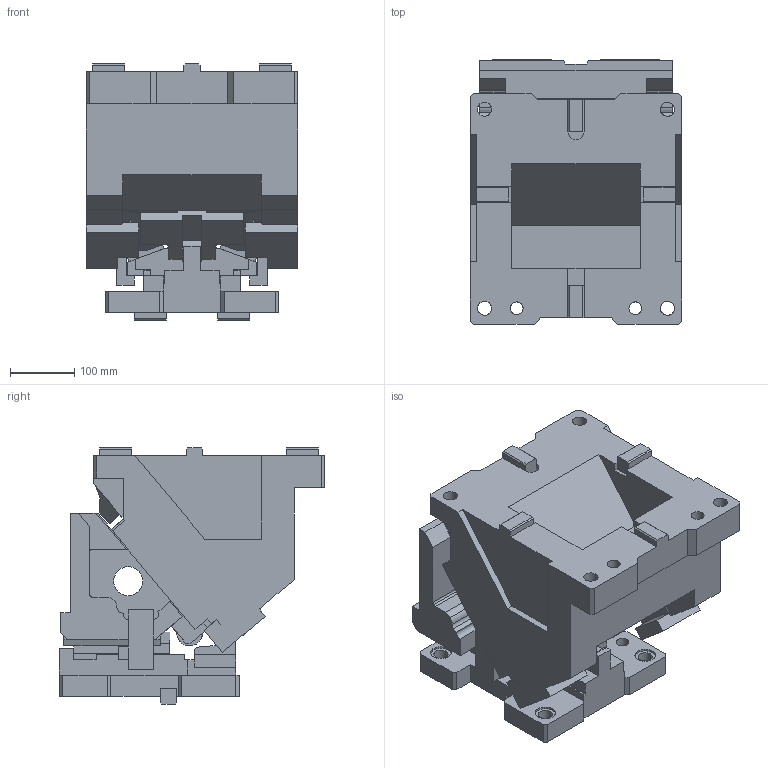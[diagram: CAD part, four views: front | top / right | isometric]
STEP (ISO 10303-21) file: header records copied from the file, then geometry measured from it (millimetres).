
FILE_DESCRIPTION(('CATIA V5 STEP Exchange'),'2;1');
FILE_NAME('CACN_F_300_00.stp','2015-04-24T09:59:20+00:00',('none'),('none'),'CATIA Version 5 Release 19 SP 2 (IN-10)','CATIA V5 STEP AP203','none');
FILE_SCHEMA(('CONFIG_CONTROL_DESIGN'));
Length unit declared in the file: millimetre
Products named in the file (1): CACN_F_300_00
Bounding box: 330 x 413 x 399 mm (x, y, z)
Volume: 26429956.7 mm3; surface area: 1405814.5 mm2
Topology: 3 solids, 3 shells, 578 faces, 1658 edges, 1097 vertices
Faces by surface type: plane 476, cylinder 98, cone 4
Entity records: 19916 total; most frequent: CARTESIAN_POINT 5168, ORIENTED_EDGE 3308, DIRECTION 2577, EDGE_CURVE 1654, VECTOR 1418, LINE 1418, VERTEX_POINT 1097, AXIS2_PLACEMENT_3D 637
